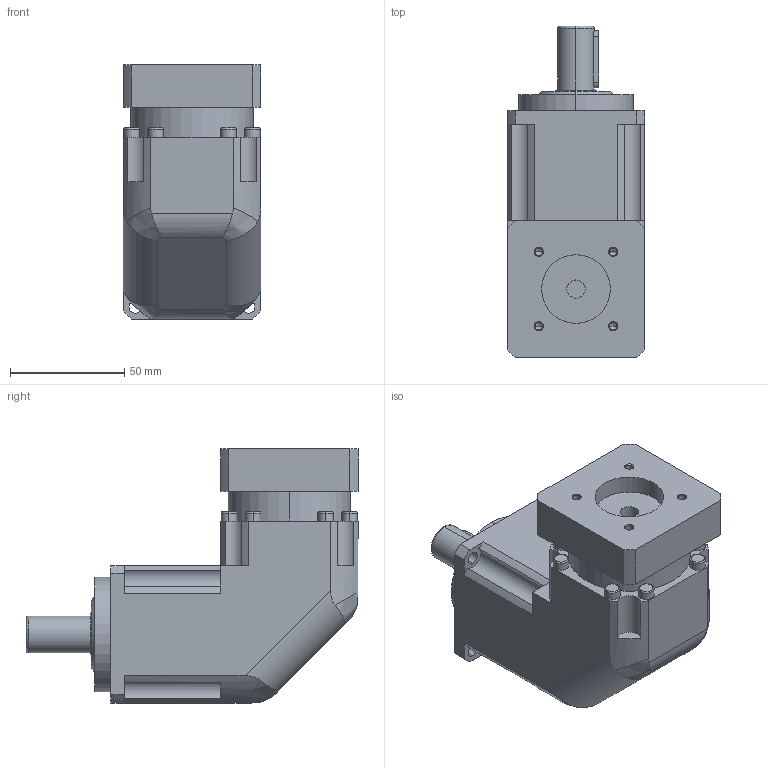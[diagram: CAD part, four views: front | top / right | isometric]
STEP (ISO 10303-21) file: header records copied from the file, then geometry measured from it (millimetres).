
FILE_DESCRIPTION (( 'STEP AP203' ), '1' );
FILE_NAME ('060zbr5-100T2.STEP', '2020-07-25T02:56:31', ( 'Windows User' ), ( 'P R C' ), 'SwSTEP 2.0', 'SolidWorks 2019', '' );
FILE_SCHEMA (( 'CONFIG_CONTROL_DESIGN' ));
Length unit declared in the file: millimetre
Products named in the file (1): 060zbr5-100T2
Bounding box: 60 x 145 x 111 mm (x, y, z)
Volume: 485640.8 mm3; surface area: 48062.7 mm2
Topology: 1 solids, 1 shells, 172 faces, 415 edges, 257 vertices
Faces by surface type: cylinder 84, plane 44, cone 22, torus 18, bspline 4
Entity records: 5348 total; most frequent: CARTESIAN_POINT 1177, DIRECTION 929, ORIENTED_EDGE 810, EDGE_CURVE 405, AXIS2_PLACEMENT_3D 381, VERTEX_POINT 257, CIRCLE 212, EDGE_LOOP 202
